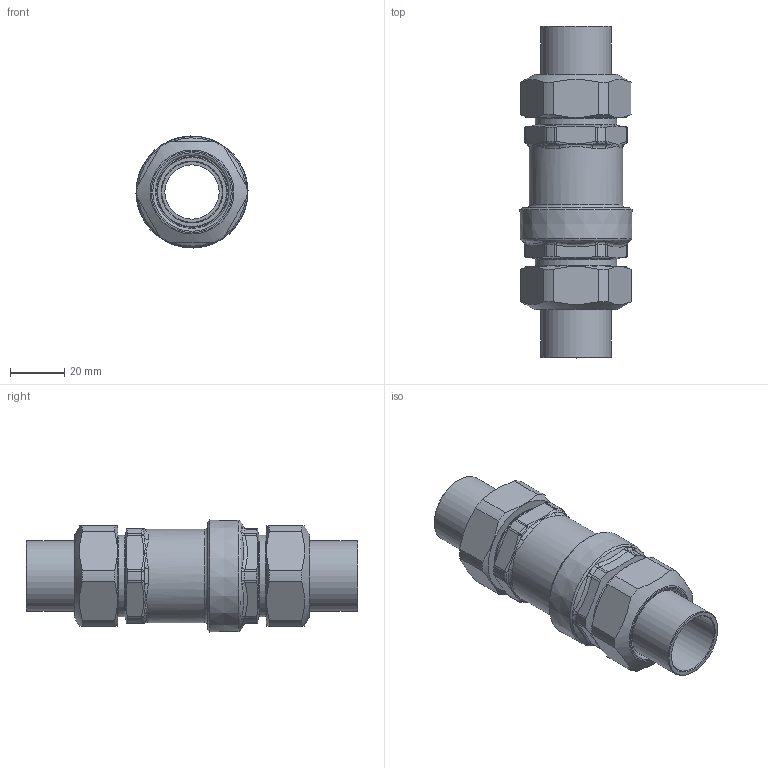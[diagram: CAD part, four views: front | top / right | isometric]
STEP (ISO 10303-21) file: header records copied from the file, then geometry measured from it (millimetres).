
FILE_DESCRIPTION(/* description */ (''),/* implementation_level */ '2;1');
FILE_NAME(/* name */ '127359AF_Simplify_1.stp',/* time_stamp */ '2025-07-23T14:57:03-05:00',/* author */ ('ischreiner'),/* organization */ (''),/* preprocessor_version */ 'ST-DEVELOPER v20',/* originating_system */ 'Autodesk Inventor 2025',/* authorisation */ '');
FILE_SCHEMA (('AUTOMOTIVE_DESIGN { 1 0 10303 214 3 1 1 }'));
Length unit declared in the file: inch
Products named in the file (1): 127359AF_Simplify_1
Bounding box: 41.38 x 122.5 x 41.38 mm (x, y, z)
Volume: 49989.5 mm3; surface area: 37865.6 mm2
Topology: 6 solids, 6 shells, 261 faces, 592 edges, 357 vertices
Faces by surface type: cylinder 65, cone 57, plane 50, torus 45, bspline 44
Full cylindrical faces by diameter (mm): 20.015 x2, 21 x2, 22.352 x2, 24.1 x2, 25 x2, 25.984 x2, 26.924 x2, 28.3 x2, 28.5 x1, 28.6 x1, 29.794 x2, 30 x4, 30.2 x1, 30.302 x2, 30.4 x1, 33.1 x2, 33.5 x1, 34.5 x1, 35.5 x1, 37 x1, 37.7 x1
Entity records: 10450 total; most frequent: CARTESIAN_POINT 4473, DIRECTION 1188, ORIENTED_EDGE 1184, EDGE_CURVE 592, AXIS2_PLACEMENT_3D 524, VERTEX_POINT 357, EDGE_LOOP 287, STYLED_ITEM 267
